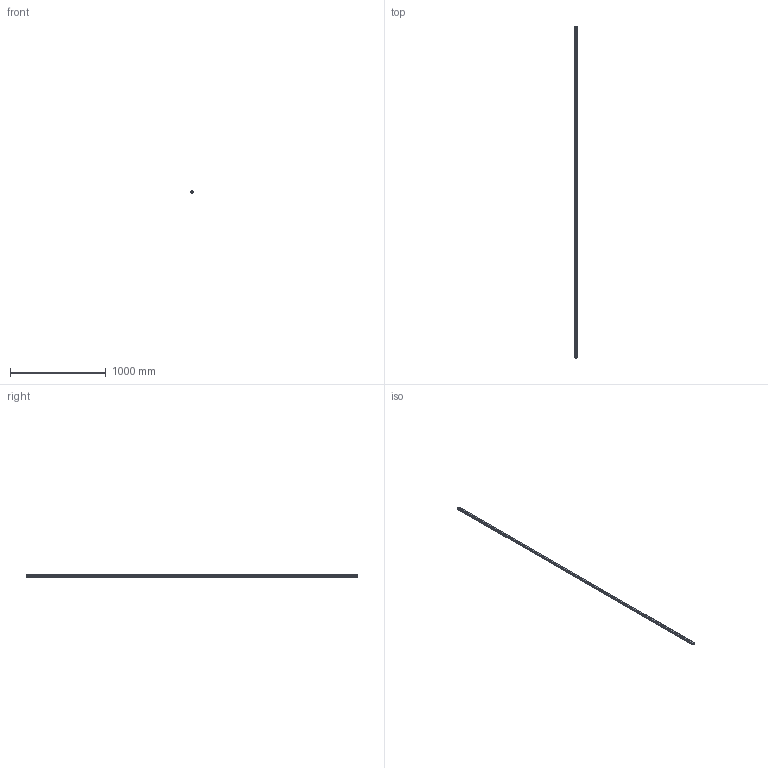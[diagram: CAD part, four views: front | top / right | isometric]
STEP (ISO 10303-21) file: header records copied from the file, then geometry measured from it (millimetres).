
FILE_DESCRIPTION(('STEP AP214'),'1');
FILE_NAME('cctmp_C4532695-AAA2-40F9-96D0-46BF78D253F4_2021_01_25_13_15_41_0605..stp','2021-01-25T12:15:41',('HIWIN GmbH'),('CADClick - www.CADClick.com'),'Spatial InterOp 3D',' ','unknown authorization');
FILE_SCHEMA(('AUTOMOTIVE_DESIGN'));
Length unit declared in the file: millimetre
Products named in the file (1): HGR25T3470C_FILE
Bounding box: 23 x 3470 x 22 mm (x, y, z)
Volume: 1500233.7 mm3; surface area: 329290.3 mm2
Topology: 1 solids, 1 shells, 517 faces, 1591 edges, 964 vertices
Faces by surface type: plane 263, cylinder 138, cone 116
Entity records: 21305 total; most frequent: DIRECTION 3251, CARTESIAN_POINT 2957, ORIENTED_EDGE 2950, EDGE_CURVE 1475, AXIS2_PLACEMENT_3D 1258, VERTEX_POINT 964, LINE 735, VECTOR 735
